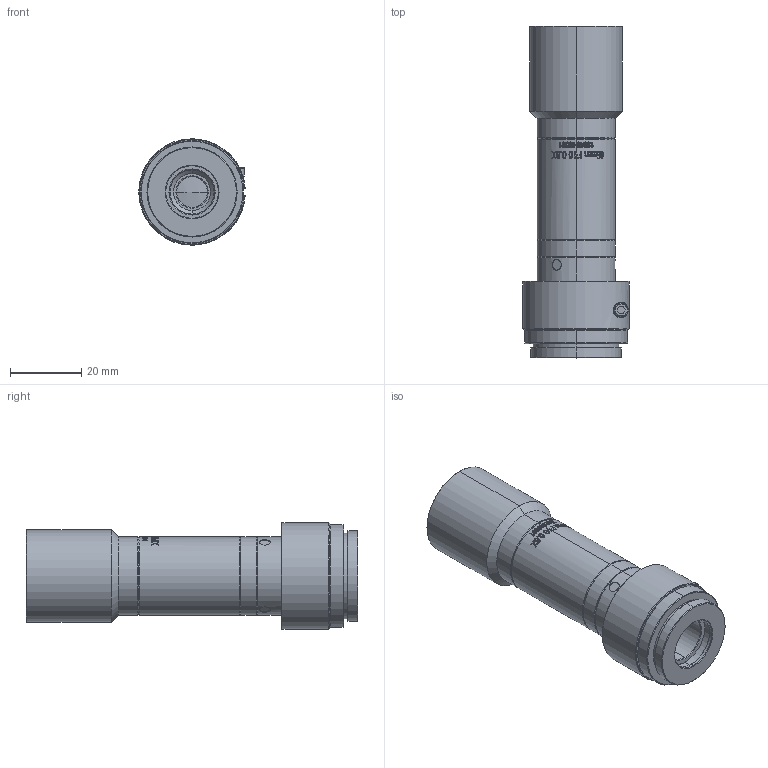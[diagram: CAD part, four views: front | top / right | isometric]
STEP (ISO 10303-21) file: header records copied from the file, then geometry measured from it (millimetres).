
FILE_DESCRIPTION((''),'2;1');
FILE_NAME('200_ASM_ASM','2022-06-29T14:04:59',('Administrator'),(''),'CREO PARAMETRIC BY PTC INC, 2019010','CREO PARAMETRIC BY PTC INC, 2019010','');
FILE_SCHEMA(('CONFIG_CONTROL_DESIGN','SHAPE_APPEARANCE_LAYERS_GROUPS'));
Length unit declared in the file: millimetre
Products named in the file (14): 601_20; 603_10; L01_6_1; L01_6_3; L01_6_ASM; 611_2; 6004_6; 605_9; 606_13; HEXAGON_M2_10_1; 6002_6; JD3030_1; 200_ASM_40_ASM; 200_ASM_ASM
Assembly tree (15 placements, depth 4):
  200_ASM_ASM
    200_ASM_40_ASM
      601_20
      603_10
      L01_6_ASM
        L01_6_1
        L01_6_3
      611_2
      6004_6
      605_9
      606_13
      HEXAGON_M2_10_1
      6002_6
      JD3030_1  x3
Bounding box: 29.97 x 93.47 x 30 mm (x, y, z)
Volume: 27340.2 mm3; surface area: 23971.6 mm2
Topology: 13 solids, 13 shells, 789 faces, 1978 edges, 1280 vertices
Faces by surface type: bspline 262, cylinder 180, plane 180, cone 156, sphere 6, torus 4, extrusion 1
Entity records: 41723 total; most frequent: CARTESIAN_POINT 19252, ORIENTED_EDGE 3904, DIRECTION 2882, EDGE_CURVE 1952, PRESENTATION_STYLE_ASSIGNMENT 1669, STYLED_ITEM 1646, CURVE_STYLE 1639, VERTEX_POINT 1268
